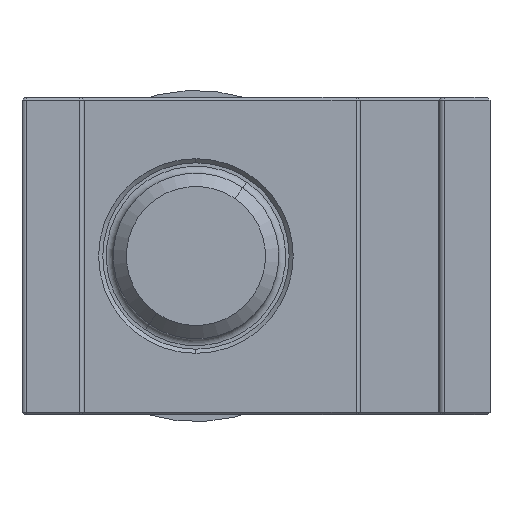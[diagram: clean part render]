
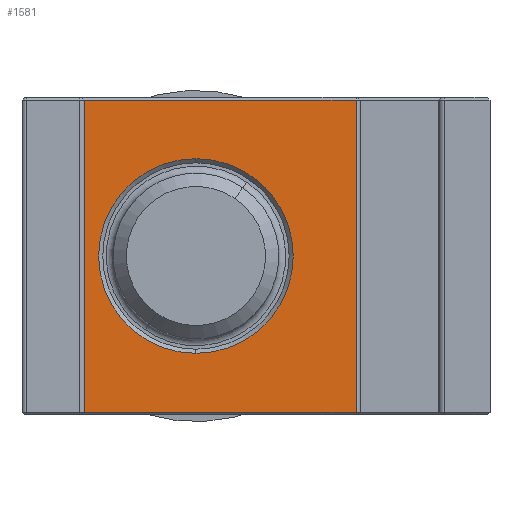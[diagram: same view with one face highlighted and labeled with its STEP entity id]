
A CAD part, front view. The second image highlights one B-rep face of the part: STEP entity #1581.
In plain terms, the highlighted planar face has unit normal (0, -1, 0).
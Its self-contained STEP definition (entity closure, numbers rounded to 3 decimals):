
#2 = EDGE_CURVE ( 'NONE', #1301, #1164, #516, .T. ) ;
#70 = FACE_BOUND ( 'NONE', #2356, .T. ) ;
#76 = DIRECTION ( 'NONE',  ( -1., 0., 0. ) ) ;
#81 = EDGE_LOOP ( 'NONE', ( #1838, #171, #1830, #1781 ) ) ;
#138 = CARTESIAN_POINT ( 'NONE',  ( 24.2, 4.3, 0.2 ) ) ;
#140 = VECTOR ( 'NONE', #1377, 1000. ) ;
#156 = AXIS2_PLACEMENT_3D ( 'NONE', #1317, #1327, #76 ) ;
#171 = ORIENTED_EDGE ( 'NONE', *, *, #1818, .T. ) ;
#203 = DIRECTION ( 'NONE',  ( -1., 0., 0. ) ) ;
#324 = VECTOR ( 'NONE', #1540, 1000. ) ;
#478 = DIRECTION ( 'NONE',  ( 0., 0., -1. ) ) ;
#516 = LINE ( 'NONE', #692, #2684 ) ;
#642 = EDGE_CURVE ( 'NONE', #2476, #1301, #700, .T. ) ;
#692 = CARTESIAN_POINT ( 'NONE',  ( 4.5, 4.3, 23. ) ) ;
#700 = LINE ( 'NONE', #2111, #1831 ) ;
#761 = CIRCLE ( 'NONE', #2587, 7.05 ) ;
#798 = ORIENTED_EDGE ( 'NONE', *, *, #2307, .T. ) ;
#864 = DIRECTION ( 'NONE',  ( 0., 1., 0. ) ) ;
#918 = DIRECTION ( 'NONE',  ( 0., 1., 0. ) ) ;
#960 = LINE ( 'NONE', #1320, #324 ) ;
#964 = CARTESIAN_POINT ( 'NONE',  ( 4.5, 4.3, 0.2 ) ) ;
#1026 = CARTESIAN_POINT ( 'NONE',  ( 24.2, 4.3, 22.8 ) ) ;
#1079 = AXIS2_PLACEMENT_3D ( 'NONE', #2137, #864, #2341 ) ;
#1154 = EDGE_CURVE ( 'NONE', #1236, #2476, #1760, .T. ) ;
#1164 = VERTEX_POINT ( 'NONE', #964 ) ;
#1179 = FACE_OUTER_BOUND ( 'NONE', #81, .T. ) ;
#1236 = VERTEX_POINT ( 'NONE', #138 ) ;
#1301 = VERTEX_POINT ( 'NONE', #1638 ) ;
#1317 = CARTESIAN_POINT ( 'NONE',  ( 24.5, 4.3, 23. ) ) ;
#1320 = CARTESIAN_POINT ( 'NONE',  ( 24.2, 4.3, 0.2 ) ) ;
#1324 = ORIENTED_EDGE ( 'NONE', *, *, #2624, .T. ) ;
#1327 = DIRECTION ( 'NONE',  ( 0., 1., 0. ) ) ;
#1377 = DIRECTION ( 'NONE',  ( 0., 0., 1. ) ) ;
#1448 = CARTESIAN_POINT ( 'NONE',  ( 12.6, 4.3, 18.55 ) ) ;
#1540 = DIRECTION ( 'NONE',  ( 1., 0., 0. ) ) ;
#1581 = ADVANCED_FACE ( 'NONE', ( #70, #1179 ), #2590, .F. ) ;
#1619 = VERTEX_POINT ( 'NONE', #1776 ) ;
#1638 = CARTESIAN_POINT ( 'NONE',  ( 4.5, 4.3, 22.8 ) ) ;
#1724 = CIRCLE ( 'NONE', #1079, 7.05 ) ;
#1760 = LINE ( 'NONE', #2642, #140 ) ;
#1776 = CARTESIAN_POINT ( 'NONE',  ( 12.6, 4.3, 4.45 ) ) ;
#1781 = ORIENTED_EDGE ( 'NONE', *, *, #642, .T. ) ;
#1818 = EDGE_CURVE ( 'NONE', #1164, #1236, #960, .T. ) ;
#1830 = ORIENTED_EDGE ( 'NONE', *, *, #1154, .T. ) ;
#1831 = VECTOR ( 'NONE', #203, 1000. ) ;
#1838 = ORIENTED_EDGE ( 'NONE', *, *, #2, .T. ) ;
#2111 = CARTESIAN_POINT ( 'NONE',  ( 24.5, 4.3, 22.8 ) ) ;
#2137 = CARTESIAN_POINT ( 'NONE',  ( 12.6, 4.3, 11.5 ) ) ;
#2185 = CARTESIAN_POINT ( 'NONE',  ( 12.6, 4.3, 11.5 ) ) ;
#2307 = EDGE_CURVE ( 'NONE', #2507, #1619, #761, .T. ) ;
#2341 = DIRECTION ( 'NONE',  ( -1., 0., 0. ) ) ;
#2356 = EDGE_LOOP ( 'NONE', ( #1324, #798 ) ) ;
#2391 = DIRECTION ( 'NONE',  ( -1., 0., 0. ) ) ;
#2476 = VERTEX_POINT ( 'NONE', #1026 ) ;
#2507 = VERTEX_POINT ( 'NONE', #1448 ) ;
#2587 = AXIS2_PLACEMENT_3D ( 'NONE', #2185, #918, #2391 ) ;
#2590 = PLANE ( 'NONE',  #156 ) ;
#2624 = EDGE_CURVE ( 'NONE', #1619, #2507, #1724, .T. ) ;
#2642 = CARTESIAN_POINT ( 'NONE',  ( 24.2, 4.3, 23. ) ) ;
#2684 = VECTOR ( 'NONE', #478, 1000. ) ;
